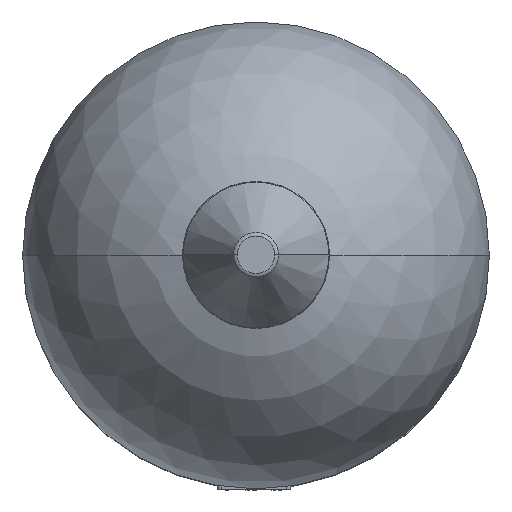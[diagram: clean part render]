
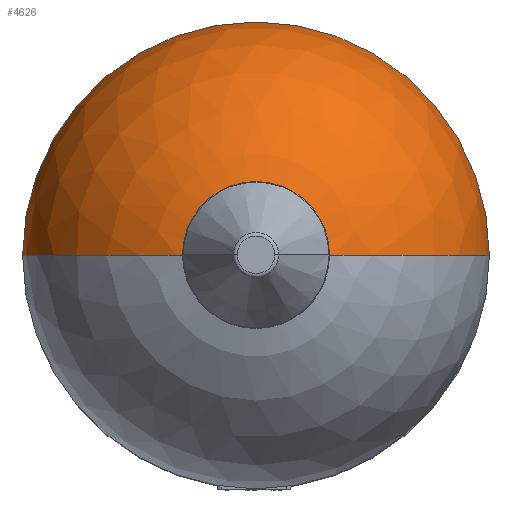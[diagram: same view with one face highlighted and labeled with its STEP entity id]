
A CAD part, top view. The second image highlights one B-rep face of the part: STEP entity #4626.
In plain terms, the highlighted spherical face has radius 66 mm.
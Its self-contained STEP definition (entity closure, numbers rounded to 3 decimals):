
#4580=CARTESIAN_POINT('',(-66.,0.0,167.));
#4581=VERTEX_POINT('',#4580);
#4582=CARTESIAN_POINT('',(0.,0.0,233.));
#4583=VERTEX_POINT('',#4582);
#4584=CARTESIAN_POINT('',(0.,0.0,167.));
#4585=DIRECTION('',(0.0,1.0,0.0));
#4586=DIRECTION('',(-1.0,0.0,0.0));
#4587=AXIS2_PLACEMENT_3D('',#4584,#4585,#4586);
#4588=CIRCLE('',#4587,66.);
#4589=EDGE_CURVE('',#4581,#4583,#4588,.T.);
#4591=CARTESIAN_POINT('',(66.,0.,167.));
#4592=VERTEX_POINT('',#4591);
#4600=CARTESIAN_POINT('',(0.,0.0,167.));
#4601=DIRECTION('',(0.0,-1.0,0.0));
#4602=DIRECTION('',(1.0,0.0,0.0));
#4603=AXIS2_PLACEMENT_3D('',#4600,#4601,#4602);
#4604=CIRCLE('',#4603,66.);
#4605=EDGE_CURVE('',#4592,#4583,#4604,.T.);
#4610=CARTESIAN_POINT('',(0.,0.0,167.));
#4611=DIRECTION('',(0.0,0.0,-1.0));
#4612=DIRECTION('',(-1.0,0.0,0.0));
#4613=AXIS2_PLACEMENT_3D('',#4610,#4611,#4612);
#4614=SPHERICAL_SURFACE('',#4613,66.);
#4615=ORIENTED_EDGE('',*,*,#4589,.T.);
#4616=ORIENTED_EDGE('',*,*,#4605,.F.);
#4617=CARTESIAN_POINT('',(0.,0.0,167.0));
#4618=DIRECTION('',(0.0,0.0,-1.0));
#4619=DIRECTION('',(-1.0,0.0,0.0));
#4620=AXIS2_PLACEMENT_3D('',#4617,#4618,#4619);
#4621=CIRCLE('',#4620,66.0);
#4622=EDGE_CURVE('',#4581,#4592,#4621,.T.);
#4623=ORIENTED_EDGE('',*,*,#4622,.F.);
#4624=EDGE_LOOP('',(#4615,#4616,#4623));
#4625=FACE_OUTER_BOUND('',#4624,.T.);
#4626=ADVANCED_FACE('',(#4625),#4614,.T.);
